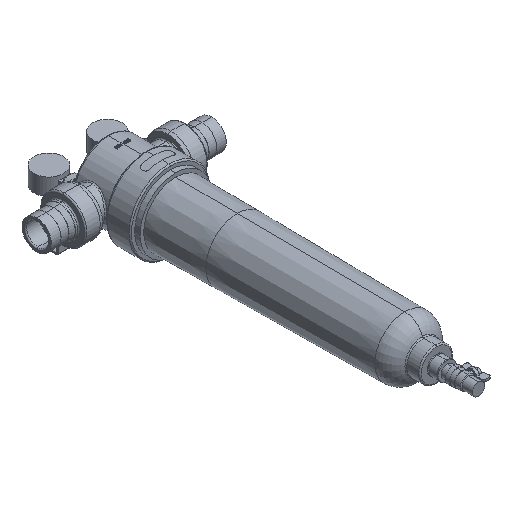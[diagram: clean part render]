
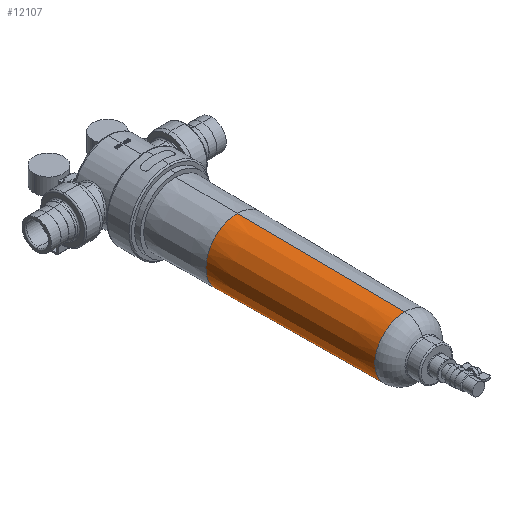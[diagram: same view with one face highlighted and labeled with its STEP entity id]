
A CAD part, isometric view. The second image highlights one B-rep face of the part: STEP entity #12107.
In plain terms, the highlighted conical face has half-angle 0.474 degrees and reference radius 51 mm.
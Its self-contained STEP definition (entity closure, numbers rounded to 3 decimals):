
#96 = CARTESIAN_POINT ( 'NONE',  ( 0., -183.75, -51. ) ) ;
#266 = CARTESIAN_POINT ( 'NONE',  ( 0., -455.75, -48.75 ) ) ;
#1031 = DIRECTION ( 'NONE',  ( 0., 1., -0.008 ) ) ;
#1410 = CONICAL_SURFACE ( 'NONE', #13670, 51., 0.008 ) ;
#1559 = LINE ( 'NONE', #12638, #6846 ) ;
#2908 = CARTESIAN_POINT ( 'NONE',  ( 0., -183.75, 0. ) ) ;
#2942 = CIRCLE ( 'NONE', #7836, 48.75 ) ;
#3122 = VERTEX_POINT ( 'NONE', #266 ) ;
#3785 = ORIENTED_EDGE ( 'NONE', *, *, #5068, .T. ) ;
#3954 = CARTESIAN_POINT ( 'NONE',  ( 0., -455.75, 0. ) ) ;
#4201 = EDGE_CURVE ( 'NONE', #8307, #12388, #5446, .T. ) ;
#4213 = DIRECTION ( 'NONE',  ( 0., 1., 0. ) ) ;
#4578 = VERTEX_POINT ( 'NONE', #8844 ) ;
#4977 = DIRECTION ( 'NONE',  ( 0., 0., 1. ) ) ;
#5068 = EDGE_CURVE ( 'NONE', #3122, #4578, #2942, .T. ) ;
#5446 = CIRCLE ( 'NONE', #6311, 51. ) ;
#6049 = DIRECTION ( 'NONE',  ( 0., 1., 0. ) ) ;
#6205 = EDGE_CURVE ( 'NONE', #3122, #8307, #1559, .T. ) ;
#6311 = AXIS2_PLACEMENT_3D ( 'NONE', #10557, #4213, #11641 ) ;
#6846 = VECTOR ( 'NONE', #1031, 1000. ) ;
#7055 = DIRECTION ( 'NONE',  ( 0., 1., 0.008 ) ) ;
#7569 = ORIENTED_EDGE ( 'NONE', *, *, #4201, .F. ) ;
#7836 = AXIS2_PLACEMENT_3D ( 'NONE', #3954, #11377, #4977 ) ;
#8307 = VERTEX_POINT ( 'NONE', #96 ) ;
#8370 = FACE_OUTER_BOUND ( 'NONE', #10461, .T. ) ;
#8844 = CARTESIAN_POINT ( 'NONE',  ( 0., -455.75, 48.75 ) ) ;
#10103 = ORIENTED_EDGE ( 'NONE', *, *, #10156, .T. ) ;
#10156 = EDGE_CURVE ( 'NONE', #4578, #12388, #10261, .T. ) ;
#10244 = CARTESIAN_POINT ( 'NONE',  ( 0., -183.75, 51. ) ) ;
#10261 = LINE ( 'NONE', #10244, #12739 ) ;
#10316 = DIRECTION ( 'NONE',  ( 0., 0., 1. ) ) ;
#10461 = EDGE_LOOP ( 'NONE', ( #10594, #3785, #10103, #7569 ) ) ;
#10557 = CARTESIAN_POINT ( 'NONE',  ( 0., -183.75, 0. ) ) ;
#10594 = ORIENTED_EDGE ( 'NONE', *, *, #6205, .F. ) ;
#10783 = CARTESIAN_POINT ( 'NONE',  ( 0., -183.75, 51. ) ) ;
#11377 = DIRECTION ( 'NONE',  ( 0., 1., 0. ) ) ;
#11641 = DIRECTION ( 'NONE',  ( 0., 0., 1. ) ) ;
#12107 = ADVANCED_FACE ( 'NONE', ( #8370 ), #1410, .T. ) ;
#12388 = VERTEX_POINT ( 'NONE', #10783 ) ;
#12638 = CARTESIAN_POINT ( 'NONE',  ( 0., -183.75, -51. ) ) ;
#12739 = VECTOR ( 'NONE', #7055, 1000. ) ;
#13670 = AXIS2_PLACEMENT_3D ( 'NONE', #2908, #6049, #10316 ) ;
